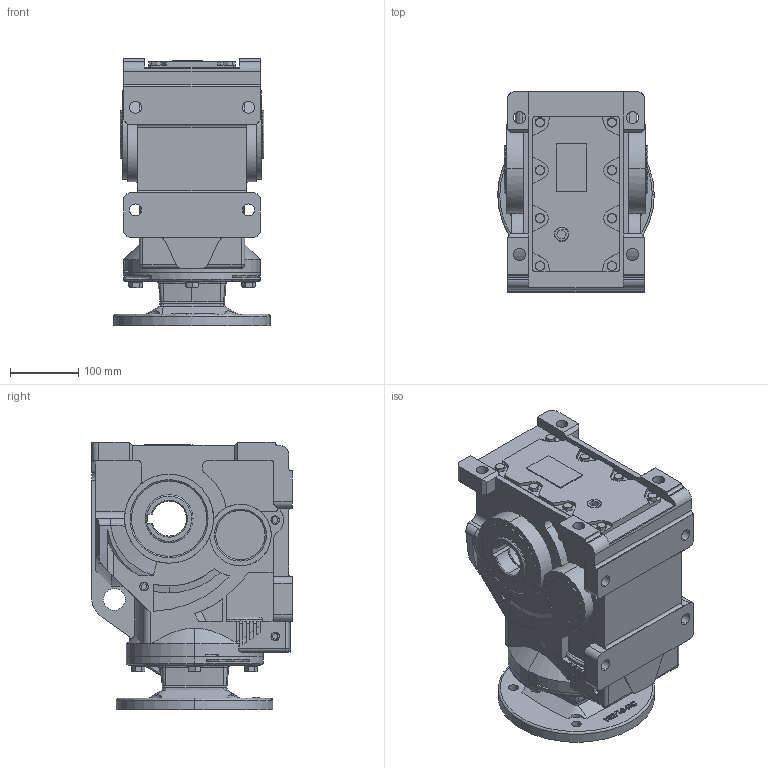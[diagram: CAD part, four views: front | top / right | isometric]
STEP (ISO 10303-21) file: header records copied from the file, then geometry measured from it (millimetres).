
FILE_DESCRIPTION (( 'STEP AP214' ), '1' );
FILE_NAME ('HBR-77-010-C.step', '2019-04-01T14:36:43', ( '' ), ( '' ), 'SwSTEP 2.0', 'SolidWorks 2018', '' );
FILE_SCHEMA (( 'AUTOMOTIVE_DESIGN' ));
Length unit declared in the file: inch
Products named in the file (1): HBR-77-010-C
Bounding box: 228.6 x 293 x 391.5 mm (x, y, z)
Volume: 5556751.2 mm3; surface area: 1205644.9 mm2
Topology: 43 solids, 43 shells, 1761 faces, 4448 edges, 2867 vertices
Faces by surface type: plane 783, cylinder 582, cone 235, bspline 161
Entity records: 66062 total; most frequent: CARTESIAN_POINT 23459, ORIENTED_EDGE 8824, DIRECTION 8519, EDGE_CURVE 4412, AXIS2_PLACEMENT_3D 3040, VERTEX_POINT 2867, LINE 2439, VECTOR 2439
